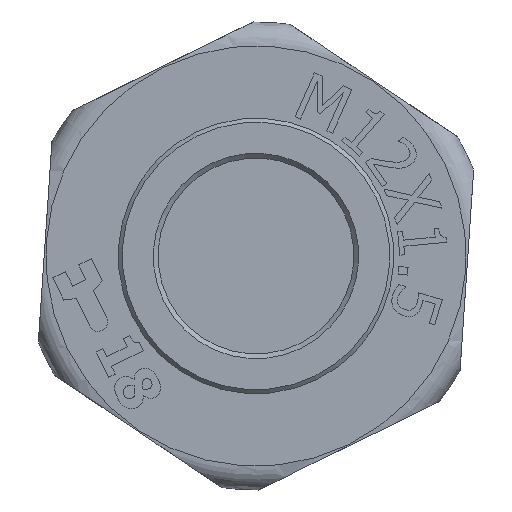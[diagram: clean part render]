
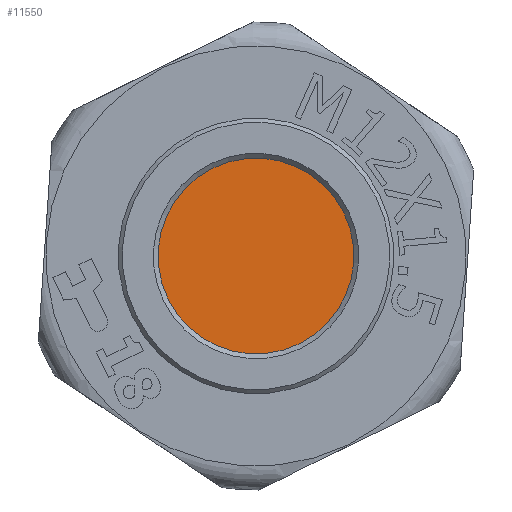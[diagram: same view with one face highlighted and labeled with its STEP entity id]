
A CAD part, front view. The second image highlights one B-rep face of the part: STEP entity #11550.
In plain terms, the highlighted planar face has unit normal (0, -1, 0).
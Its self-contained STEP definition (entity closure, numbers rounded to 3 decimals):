
#3541=FACE_OUTER_BOUND('',#4144,.T.);
#4144=EDGE_LOOP('',(#7678));
#4779=CIRCLE('',#12175,4.1);
#4861=VERTEX_POINT('',#15170);
#5985=EDGE_CURVE('',#4861,#4861,#4779,.T.);
#7678=ORIENTED_EDGE('',*,*,#5985,.F.);
#11064=PLANE('',#12174);
#11550=ADVANCED_FACE('',(#3541),#11064,.T.);
#12174=AXIS2_PLACEMENT_3D('',#15169,#12787,#12788);
#12175=AXIS2_PLACEMENT_3D('',#15171,#12789,#12790);
#12787=DIRECTION('center_axis',(0.,-1.,0.));
#12788=DIRECTION('ref_axis',(0.,0.,-1.));
#12789=DIRECTION('center_axis',(0.,1.,0.));
#12790=DIRECTION('ref_axis',(0.998,0.,-0.068));
#15169=CARTESIAN_POINT('Origin',(-9.01,19.593,-0.821));
#15170=CARTESIAN_POINT('',(-13.1,19.593,-0.543));
#15171=CARTESIAN_POINT('Origin',(-9.01,19.593,-0.821));
